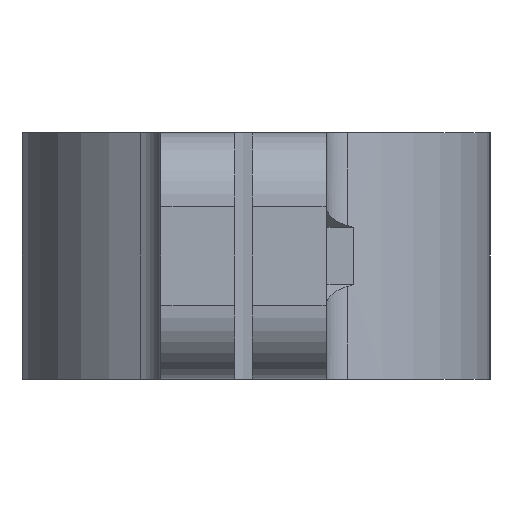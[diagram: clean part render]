
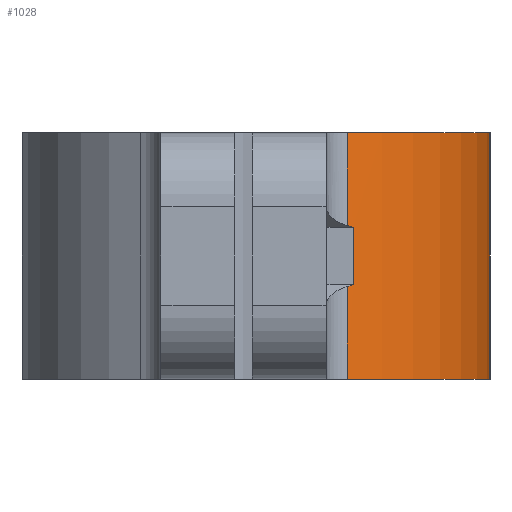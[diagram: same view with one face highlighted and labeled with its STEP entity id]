
A CAD part, left-side view. The second image highlights one B-rep face of the part: STEP entity #1028.
In plain terms, the highlighted cylindrical face has radius 10 mm (diameter 20 mm), a partial arc.
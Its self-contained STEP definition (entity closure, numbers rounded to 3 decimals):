
#16=ELLIPSE('',#1104,11.547,10.);
#17=ELLIPSE('',#1105,11.547,10.);
#64=FACE_OUTER_BOUND('',#119,.T.);
#119=EDGE_LOOP('',(#704,#705,#706,#707,#708,#709,#710,#711));
#182=LINE('',#1544,#286);
#184=LINE('',#1552,#288);
#185=LINE('',#1556,#289);
#186=LINE('',#1560,#290);
#286=VECTOR('',#1224,10.);
#288=VECTOR('',#1232,10.);
#289=VECTOR('',#1235,10.);
#290=VECTOR('',#1238,10.);
#391=CIRCLE('',#1106,10.);
#392=CIRCLE('',#1107,10.);
#439=VERTEX_POINT('',#1541);
#440=VERTEX_POINT('',#1543);
#442=VERTEX_POINT('',#1549);
#443=VERTEX_POINT('',#1551);
#444=VERTEX_POINT('',#1553);
#445=VERTEX_POINT('',#1555);
#446=VERTEX_POINT('',#1557);
#447=VERTEX_POINT('',#1559);
#544=EDGE_CURVE('',#439,#440,#182,.T.);
#547=EDGE_CURVE('',#439,#442,#16,.T.);
#548=EDGE_CURVE('',#442,#443,#184,.T.);
#549=EDGE_CURVE('',#443,#444,#17,.T.);
#550=EDGE_CURVE('',#445,#444,#185,.T.);
#551=EDGE_CURVE('',#445,#446,#391,.T.);
#552=EDGE_CURVE('',#446,#447,#186,.T.);
#553=EDGE_CURVE('',#440,#447,#392,.T.);
#704=ORIENTED_EDGE('',*,*,#544,.F.);
#705=ORIENTED_EDGE('',*,*,#547,.T.);
#706=ORIENTED_EDGE('',*,*,#548,.T.);
#707=ORIENTED_EDGE('',*,*,#549,.T.);
#708=ORIENTED_EDGE('',*,*,#550,.F.);
#709=ORIENTED_EDGE('',*,*,#551,.T.);
#710=ORIENTED_EDGE('',*,*,#552,.T.);
#711=ORIENTED_EDGE('',*,*,#553,.F.);
#1003=CYLINDRICAL_SURFACE('',#1103,10.);
#1028=ADVANCED_FACE('',(#64),#1003,.T.);
#1103=AXIS2_PLACEMENT_3D('',#1548,#1228,#1229);
#1104=AXIS2_PLACEMENT_3D('',#1550,#1230,#1231);
#1105=AXIS2_PLACEMENT_3D('',#1554,#1233,#1234);
#1106=AXIS2_PLACEMENT_3D('',#1558,#1236,#1237);
#1107=AXIS2_PLACEMENT_3D('',#1561,#1239,#1240);
#1224=DIRECTION('',(0.,0.,1.));
#1228=DIRECTION('center_axis',(0.,0.,1.));
#1229=DIRECTION('ref_axis',(-0.942,-0.335,0.));
#1230=DIRECTION('center_axis',(0.5,0.,0.866));
#1231=DIRECTION('ref_axis',(-0.866,0.,0.5));
#1232=DIRECTION('',(0.,0.,-1.));
#1233=DIRECTION('center_axis',(0.5,0.,-0.866));
#1234=DIRECTION('ref_axis',(-0.866,0.,-0.5));
#1235=DIRECTION('',(0.,0.,1.));
#1236=DIRECTION('center_axis',(0.,0.,1.));
#1237=DIRECTION('ref_axis',(-0.942,-0.335,0.));
#1238=DIRECTION('',(0.,0.,1.));
#1239=DIRECTION('center_axis',(0.,0.,1.));
#1240=DIRECTION('ref_axis',(-0.942,-0.335,0.));
#1541=CARTESIAN_POINT('',(-30.567,-4.217,6.239));
#1543=CARTESIAN_POINT('',(-30.567,-4.217,10.));
#1544=CARTESIAN_POINT('',(-30.567,-4.217,0.));
#1548=CARTESIAN_POINT('Origin',(-21.5,0.,0.));
#1549=CARTESIAN_POINT('',(-30.456,-4.448,6.175));
#1550=CARTESIAN_POINT('Origin',(-21.5,0.,1.004));
#1551=CARTESIAN_POINT('',(-30.456,-4.448,3.825));
#1552=CARTESIAN_POINT('',(-30.456,-4.448,0.));
#1553=CARTESIAN_POINT('',(-30.567,-4.217,3.761));
#1554=CARTESIAN_POINT('Origin',(-21.5,0.,8.996));
#1555=CARTESIAN_POINT('',(-30.567,-4.217,0.));
#1556=CARTESIAN_POINT('',(-30.567,-4.217,0.));
#1557=CARTESIAN_POINT('',(-21.5,-10.,0.));
#1558=CARTESIAN_POINT('Origin',(-21.5,0.,0.));
#1559=CARTESIAN_POINT('',(-21.5,-10.,10.));
#1560=CARTESIAN_POINT('',(-21.5,-10.,0.));
#1561=CARTESIAN_POINT('Origin',(-21.5,0.,10.));
